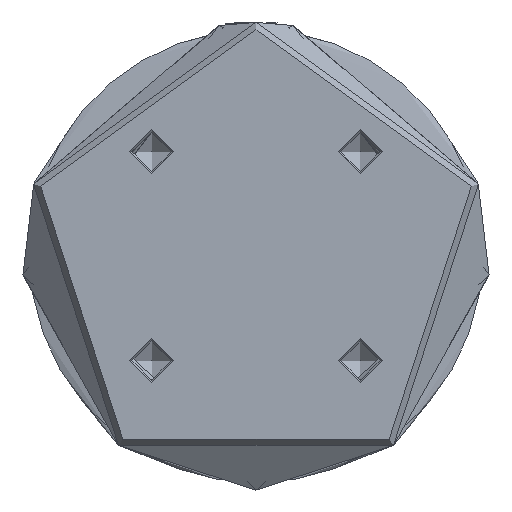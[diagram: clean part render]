
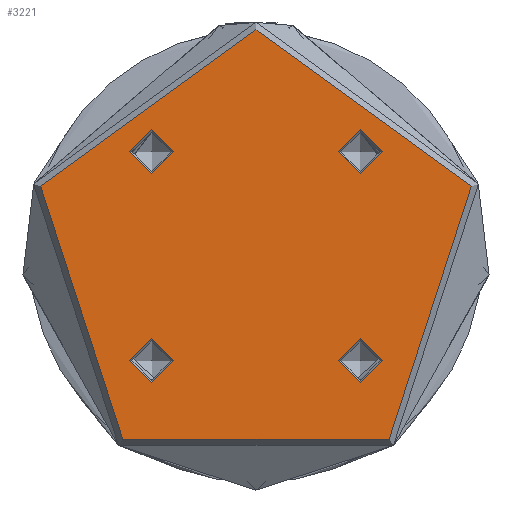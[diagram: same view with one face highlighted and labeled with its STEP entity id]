
A CAD part, front view. The second image highlights one B-rep face of the part: STEP entity #3221.
In plain terms, the highlighted face is planar.
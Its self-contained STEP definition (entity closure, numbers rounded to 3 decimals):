
#16 = ORIENTED_EDGE ( 'NONE', *, *, #2382, .T. ) ;
#88 = DIRECTION ( 'NONE',  ( 1., 0., 0. ) ) ;
#230 = DIRECTION ( 'NONE',  ( 0., 0., -1. ) ) ;
#304 = EDGE_CURVE ( 'NONE', #3198, #3198, #4155, .T. ) ;
#456 = AXIS2_PLACEMENT_3D ( 'NONE', #3377, #4265, #1667 ) ;
#637 = CARTESIAN_POINT ( 'NONE',  ( 21.213, 21.213, 0. ) ) ;
#875 = CARTESIAN_POINT ( 'NONE',  ( -16.713, -21.213, 0. ) ) ;
#957 = CARTESIAN_POINT ( 'NONE',  ( -21.213, 21.213, 0. ) ) ;
#1019 = CIRCLE ( 'NONE', #2351, 4.5 ) ;
#1021 = EDGE_LOOP ( 'NONE', ( #4822 ) ) ;
#1048 = CARTESIAN_POINT ( 'NONE',  ( 0., 0., 0. ) ) ;
#1062 = DIRECTION ( 'NONE',  ( -1., 0., 0. ) ) ;
#1293 = CARTESIAN_POINT ( 'NONE',  ( -16.713, 21.213, 0. ) ) ;
#1376 = DIRECTION ( 'NONE',  ( 1., 0., 0. ) ) ;
#1459 = DIRECTION ( 'NONE',  ( 1., 0., 0. ) ) ;
#1667 = DIRECTION ( 'NONE',  ( -1., 0., 0. ) ) ;
#1790 = EDGE_LOOP ( 'NONE', ( #4627 ) ) ;
#2070 = PLANE ( 'NONE',  #456 ) ;
#2120 = CARTESIAN_POINT ( 'NONE',  ( 16.713, -21.213, 0. ) ) ;
#2140 = AXIS2_PLACEMENT_3D ( 'NONE', #5193, #2595, #88 ) ;
#2272 = EDGE_CURVE ( 'NONE', #2922, #2922, #5186, .T. ) ;
#2351 = AXIS2_PLACEMENT_3D ( 'NONE', #957, #3966, #1376 ) ;
#2382 = EDGE_CURVE ( 'NONE', #2845, #2845, #4794, .T. ) ;
#2427 = ORIENTED_EDGE ( 'NONE', *, *, #2272, .F. ) ;
#2595 = DIRECTION ( 'NONE',  ( 0., 0., 1. ) ) ;
#2685 = VERTEX_POINT ( 'NONE', #1293 ) ;
#2696 = VERTEX_POINT ( 'NONE', #875 ) ;
#2723 = CIRCLE ( 'NONE', #2140, 4.5 ) ;
#2748 = CARTESIAN_POINT ( 'NONE',  ( 21.213, -21.213, 0. ) ) ;
#2837 = AXIS2_PLACEMENT_3D ( 'NONE', #1048, #4048, #1459 ) ;
#2845 = VERTEX_POINT ( 'NONE', #2120 ) ;
#2898 = FACE_OUTER_BOUND ( 'NONE', #1790, .T. ) ;
#2922 = VERTEX_POINT ( 'NONE', #4294 ) ;
#2953 = FACE_BOUND ( 'NONE', #5192, .T. ) ;
#2962 = FACE_BOUND ( 'NONE', #3082, .T. ) ;
#2970 = FACE_BOUND ( 'NONE', #1021, .T. ) ;
#3027 = FACE_BOUND ( 'NONE', #4580, .T. ) ;
#3082 = EDGE_LOOP ( 'NONE', ( #5082 ) ) ;
#3150 = AXIS2_PLACEMENT_3D ( 'NONE', #2748, #230, #3216 ) ;
#3198 = VERTEX_POINT ( 'NONE', #3838 ) ;
#3216 = DIRECTION ( 'NONE',  ( -1., 0., 0. ) ) ;
#3221 = ADVANCED_FACE ( 'NONE', ( #2953, #2962, #3027, #2970, #2898 ), #2070, .F. ) ;
#3304 = EDGE_CURVE ( 'NONE', #2696, #2696, #2723, .T. ) ;
#3377 = CARTESIAN_POINT ( 'NONE',  ( 0., 0., 0. ) ) ;
#3626 = DIRECTION ( 'NONE',  ( 0., 0., 1. ) ) ;
#3833 = EDGE_CURVE ( 'NONE', #2685, #2685, #1019, .T. ) ;
#3838 = CARTESIAN_POINT ( 'NONE',  ( 46., 0., 0. ) ) ;
#3966 = DIRECTION ( 'NONE',  ( 0., 0., -1. ) ) ;
#4048 = DIRECTION ( 'NONE',  ( 0., 0., 1. ) ) ;
#4138 = AXIS2_PLACEMENT_3D ( 'NONE', #637, #3626, #1062 ) ;
#4155 = CIRCLE ( 'NONE', #2837, 46. ) ;
#4265 = DIRECTION ( 'NONE',  ( 0., 0., -1. ) ) ;
#4294 = CARTESIAN_POINT ( 'NONE',  ( 16.713, 21.213, 0. ) ) ;
#4580 = EDGE_LOOP ( 'NONE', ( #16 ) ) ;
#4627 = ORIENTED_EDGE ( 'NONE', *, *, #304, .T. ) ;
#4794 = CIRCLE ( 'NONE', #3150, 4.5 ) ;
#4822 = ORIENTED_EDGE ( 'NONE', *, *, #3304, .F. ) ;
#5082 = ORIENTED_EDGE ( 'NONE', *, *, #3833, .T. ) ;
#5186 = CIRCLE ( 'NONE', #4138, 4.5 ) ;
#5192 = EDGE_LOOP ( 'NONE', ( #2427 ) ) ;
#5193 = CARTESIAN_POINT ( 'NONE',  ( -21.213, -21.213, 0. ) ) ;
